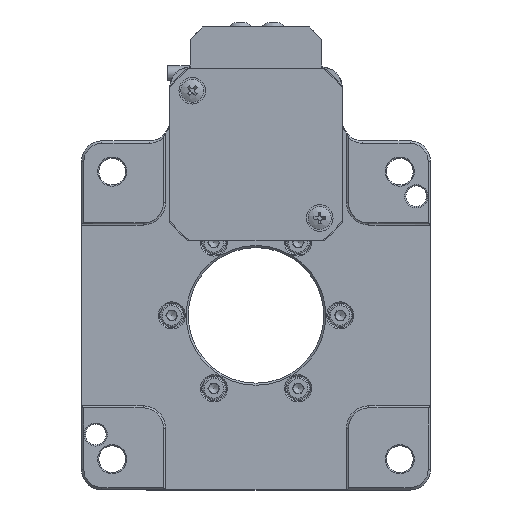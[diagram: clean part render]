
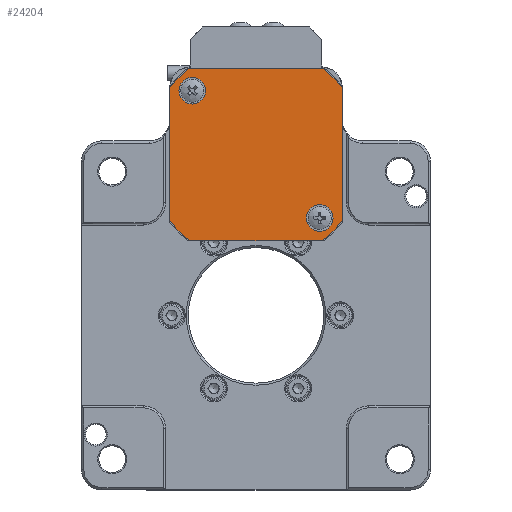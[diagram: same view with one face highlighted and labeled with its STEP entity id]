
A CAD part, front view. The second image highlights one B-rep face of the part: STEP entity #24204.
In plain terms, the highlighted planar face has unit normal (0, -1, 0).
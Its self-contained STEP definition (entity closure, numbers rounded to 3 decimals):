
#454 = CIRCLE ( 'NONE', #21358, 26.5 ) ;
#1115 = AXIS2_PLACEMENT_3D ( 'NONE', #36379, #36371, #36338 ) ;
#1534 = CARTESIAN_POINT ( 'NONE',  ( -21., -66.5, 23.037 ) ) ;
#1556 = CIRCLE ( 'NONE', #27271, 26.5 ) ;
#1771 = CARTESIAN_POINT ( 'NONE',  ( 16.163, -66.5, 18.2 ) ) ;
#2161 = CARTESIAN_POINT ( 'NONE',  ( -16.163, -66.5, 60.2 ) ) ;
#2373 = VERTEX_POINT ( 'NONE', #1771 ) ;
#2453 = VECTOR ( 'NONE', #13409, 1000. ) ;
#3132 = VECTOR ( 'NONE', #22652, 1000. ) ;
#5121 = VERTEX_POINT ( 'NONE', #1534 ) ;
#5253 = EDGE_CURVE ( 'NONE', #19988, #19988, #17284, .T. ) ;
#7245 = CARTESIAN_POINT ( 'NONE',  ( -16.163, -66.5, 18.2 ) ) ;
#7493 = ORIENTED_EDGE ( 'NONE', *, *, #5253, .F. ) ;
#8146 = DIRECTION ( 'NONE',  ( -1., 0., 0. ) ) ;
#8165 = DIRECTION ( 'NONE',  ( 0., 1., 0. ) ) ;
#8176 = CARTESIAN_POINT ( 'NONE',  ( 0., -66.5, 39.2 ) ) ;
#8372 = ORIENTED_EDGE ( 'NONE', *, *, #12443, .F. ) ;
#8577 = ORIENTED_EDGE ( 'NONE', *, *, #11957, .F. ) ;
#8613 = ORIENTED_EDGE ( 'NONE', *, *, #14136, .F. ) ;
#9128 = ORIENTED_EDGE ( 'NONE', *, *, #23504, .F. ) ;
#9278 = ORIENTED_EDGE ( 'NONE', *, *, #18006, .F. ) ;
#9448 = ORIENTED_EDGE ( 'NONE', *, *, #16337, .F. ) ;
#9458 = ORIENTED_EDGE ( 'NONE', *, *, #16820, .F. ) ;
#9654 = ORIENTED_EDGE ( 'NONE', *, *, #24030, .F. ) ;
#9818 = ORIENTED_EDGE ( 'NONE', *, *, #18459, .F. ) ;
#11213 = CIRCLE ( 'NONE', #32074, 26.5 ) ;
#11656 = EDGE_LOOP ( 'NONE', ( #8372, #8577, #8613, #9128, #9278, #9448, #9654, #9818 ) ) ;
#11957 = EDGE_CURVE ( 'NONE', #25792, #24599, #13448, .T. ) ;
#12079 = AXIS2_PLACEMENT_3D ( 'NONE', #8176, #8165, #8146 ) ;
#12443 = EDGE_CURVE ( 'NONE', #24599, #23556, #28171, .T. ) ;
#12760 = DIRECTION ( 'NONE',  ( 1., 0., 0. ) ) ;
#12782 = DIRECTION ( 'NONE',  ( 0., -1., 0. ) ) ;
#12812 = CARTESIAN_POINT ( 'NONE',  ( 15.5, -66.5, 23.7 ) ) ;
#13409 = DIRECTION ( 'NONE',  ( 1., 0., 0. ) ) ;
#13415 = CARTESIAN_POINT ( 'NONE',  ( -16.163, -66.5, 60.2 ) ) ;
#13448 = LINE ( 'NONE', #13415, #2453 ) ;
#13523 = CARTESIAN_POINT ( 'NONE',  ( -21., -66.5, 55.363 ) ) ;
#14136 = EDGE_CURVE ( 'NONE', #16774, #25792, #1556, .T. ) ;
#14393 = CARTESIAN_POINT ( 'NONE',  ( 18.75, -66.5, 23.7 ) ) ;
#14431 = VERTEX_POINT ( 'NONE', #14393 ) ;
#15223 = CARTESIAN_POINT ( 'NONE',  ( 16.163, -66.5, 60.2 ) ) ;
#16337 = EDGE_CURVE ( 'NONE', #2373, #19661, #22734, .T. ) ;
#16774 = VERTEX_POINT ( 'NONE', #13523 ) ;
#16820 = EDGE_CURVE ( 'NONE', #14431, #14431, #33369, .T. ) ;
#16849 = EDGE_LOOP ( 'NONE', ( #7493 ) ) ;
#17248 = AXIS2_PLACEMENT_3D ( 'NONE', #12812, #12782, #12760 ) ;
#17284 = CIRCLE ( 'NONE', #1115, 3.25 ) ;
#17875 = VERTEX_POINT ( 'NONE', #30844 ) ;
#18006 = EDGE_CURVE ( 'NONE', #19661, #5121, #11213, .T. ) ;
#18459 = EDGE_CURVE ( 'NONE', #23556, #17875, #21908, .T. ) ;
#18969 = EDGE_LOOP ( 'NONE', ( #9458 ) ) ;
#18990 = DIRECTION ( 'NONE',  ( -1., 0., 0. ) ) ;
#19009 = DIRECTION ( 'NONE',  ( 0., 1., 0. ) ) ;
#19058 = CARTESIAN_POINT ( 'NONE',  ( 0., -66.5, 39.2 ) ) ;
#19096 = PLANE ( 'NONE',  #36974 ) ;
#19104 = FACE_BOUND ( 'NONE', #18969, .T. ) ;
#19115 = FACE_OUTER_BOUND ( 'NONE', #11656, .T. ) ;
#19140 = FACE_BOUND ( 'NONE', #16849, .T. ) ;
#19577 = VECTOR ( 'NONE', #28541, 1000. ) ;
#19661 = VERTEX_POINT ( 'NONE', #7245 ) ;
#19948 = CARTESIAN_POINT ( 'NONE',  ( -12.25, -66.5, 54.7 ) ) ;
#19988 = VERTEX_POINT ( 'NONE', #19948 ) ;
#20835 = DIRECTION ( 'NONE',  ( -1., 0., 0. ) ) ;
#20842 = DIRECTION ( 'NONE',  ( 0., 1., 0. ) ) ;
#20908 = CARTESIAN_POINT ( 'NONE',  ( 0., -66.5, 39.2 ) ) ;
#21358 = AXIS2_PLACEMENT_3D ( 'NONE', #21497, #21489, #21454 ) ;
#21454 = DIRECTION ( 'NONE',  ( -1., 0., 0. ) ) ;
#21489 = DIRECTION ( 'NONE',  ( 0., 1., 0. ) ) ;
#21497 = CARTESIAN_POINT ( 'NONE',  ( 0., -66.5, 39.2 ) ) ;
#21854 = DIRECTION ( 'NONE',  ( 0., 0., -1. ) ) ;
#21900 = CARTESIAN_POINT ( 'NONE',  ( 21., -66.5, 55.363 ) ) ;
#21908 = LINE ( 'NONE', #21900, #29113 ) ;
#22652 = DIRECTION ( 'NONE',  ( -1., 0., 0. ) ) ;
#22726 = CARTESIAN_POINT ( 'NONE',  ( -16.163, -66.5, 18.2 ) ) ;
#22734 = LINE ( 'NONE', #22726, #3132 ) ;
#23504 = EDGE_CURVE ( 'NONE', #5121, #16774, #28582, .T. ) ;
#23556 = VERTEX_POINT ( 'NONE', #27979 ) ;
#24030 = EDGE_CURVE ( 'NONE', #17875, #2373, #454, .T. ) ;
#24204 = ADVANCED_FACE ( 'NONE', ( #19140, #19115, #19104 ), #19096, .F. ) ;
#24599 = VERTEX_POINT ( 'NONE', #15223 ) ;
#25792 = VERTEX_POINT ( 'NONE', #2161 ) ;
#27271 = AXIS2_PLACEMENT_3D ( 'NONE', #20908, #20842, #20835 ) ;
#27979 = CARTESIAN_POINT ( 'NONE',  ( 21., -66.5, 55.363 ) ) ;
#28146 = DIRECTION ( 'NONE',  ( -1., 0., 0. ) ) ;
#28171 = CIRCLE ( 'NONE', #12079, 26.5 ) ;
#28176 = DIRECTION ( 'NONE',  ( 0., 1., 0. ) ) ;
#28181 = CARTESIAN_POINT ( 'NONE',  ( 0., -66.5, 39.2 ) ) ;
#28541 = DIRECTION ( 'NONE',  ( 0., 0., 1. ) ) ;
#28547 = CARTESIAN_POINT ( 'NONE',  ( -21., -66.5, 55.363 ) ) ;
#28582 = LINE ( 'NONE', #28547, #19577 ) ;
#29113 = VECTOR ( 'NONE', #21854, 1000. ) ;
#30844 = CARTESIAN_POINT ( 'NONE',  ( 21., -66.5, 23.037 ) ) ;
#32074 = AXIS2_PLACEMENT_3D ( 'NONE', #28181, #28176, #28146 ) ;
#33369 = CIRCLE ( 'NONE', #17248, 3.25 ) ;
#36338 = DIRECTION ( 'NONE',  ( 1., 0., 0. ) ) ;
#36371 = DIRECTION ( 'NONE',  ( 0., -1., 0. ) ) ;
#36379 = CARTESIAN_POINT ( 'NONE',  ( -15.5, -66.5, 54.7 ) ) ;
#36974 = AXIS2_PLACEMENT_3D ( 'NONE', #19058, #19009, #18990 ) ;
